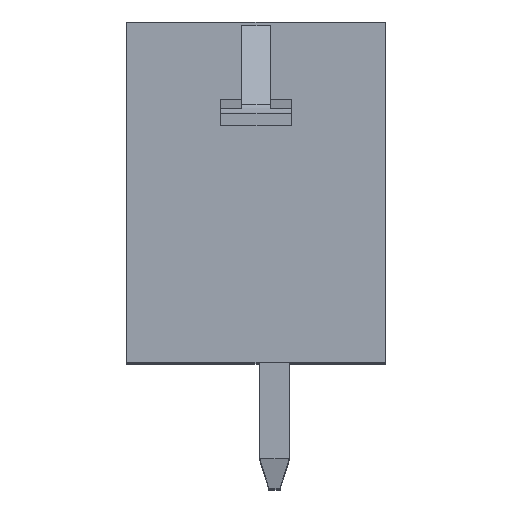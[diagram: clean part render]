
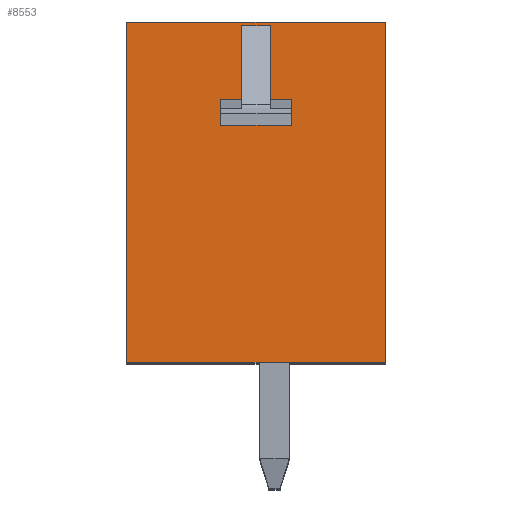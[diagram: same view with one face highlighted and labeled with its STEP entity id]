
A CAD part, top view. The second image highlights one B-rep face of the part: STEP entity #8553.
In plain terms, the highlighted planar face has unit normal (0, 0, 1).
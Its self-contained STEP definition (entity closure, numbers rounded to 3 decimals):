
#1=DIRECTION('',(1.,0.,0.));
#2=VECTOR('',#1,7.);
#3=CARTESIAN_POINT('',(-3.6,-3.853,0.));
#4=LINE('',#3,#2);
#5=DIRECTION('',(0.,-1.,0.));
#6=VECTOR('',#5,9.2);
#7=CARTESIAN_POINT('',(-3.6,5.347,0.));
#8=LINE('',#7,#6);
#9=DIRECTION('',(-1.,0.,0.));
#10=VECTOR('',#9,7.);
#11=CARTESIAN_POINT('',(3.4,5.347,0.));
#12=LINE('',#11,#10);
#13=DIRECTION('',(0.,1.,0.));
#14=VECTOR('',#13,9.2);
#15=CARTESIAN_POINT('',(3.4,-3.853,0.));
#16=LINE('',#15,#14);
#17=DIRECTION('',(0.,1.,0.));
#18=VECTOR('',#17,0.495);
#19=CARTESIAN_POINT('',(0.85,2.747,0.));
#20=LINE('',#19,#18);
#21=DIRECTION('',(-1.,0.,0.));
#22=VECTOR('',#21,0.76);
#23=CARTESIAN_POINT('',(0.28,5.244,0.));
#24=LINE('',#23,#22);
#25=DIRECTION('',(1.,0.,0.));
#26=VECTOR('',#25,0.57);
#27=CARTESIAN_POINT('',(-1.05,3.242,0.));
#28=LINE('',#27,#26);
#29=DIRECTION('',(0.,1.,0.));
#30=VECTOR('',#29,0.495);
#31=CARTESIAN_POINT('',(-1.05,2.747,0.));
#32=LINE('',#31,#30);
#33=DIRECTION('',(-1.,0.,0.));
#34=VECTOR('',#33,1.9);
#35=CARTESIAN_POINT('',(0.85,2.747,0.));
#36=LINE('',#35,#34);
#6478=DIRECTION('',(-1.,0.,0.));
#6479=VECTOR('',#6478,0.57);
#6480=CARTESIAN_POINT('',(0.85,3.242,0.));
#6481=LINE('',#6480,#6479);
#6482=DIRECTION('',(0.,-1.,0.));
#6483=VECTOR('',#6482,2.002);
#6484=CARTESIAN_POINT('',(0.28,5.244,0.));
#6485=LINE('',#6484,#6483);
#6549=DIRECTION('',(0.,1.,0.));
#6550=VECTOR('',#6549,2.002);
#6551=CARTESIAN_POINT('',(-0.48,3.242,0.));
#6552=LINE('',#6551,#6550);
#6561=CARTESIAN_POINT('',(-3.6,-3.853,0.));
#6562=CARTESIAN_POINT('',(3.4,-3.853,0.));
#6563=VERTEX_POINT('',#6561);
#6564=VERTEX_POINT('',#6562);
#6565=CARTESIAN_POINT('',(3.4,5.347,0.));
#6566=VERTEX_POINT('',#6565);
#6567=CARTESIAN_POINT('',(-3.6,5.347,0.));
#6568=VERTEX_POINT('',#6567);
#7664=CARTESIAN_POINT('',(0.85,2.747,0.));
#7665=VERTEX_POINT('',#7664);
#7666=CARTESIAN_POINT('',(-1.05,2.747,0.));
#7667=VERTEX_POINT('',#7666);
#7669=CARTESIAN_POINT('',(-0.48,3.242,0.));
#7671=VERTEX_POINT('',#7669);
#7672=CARTESIAN_POINT('',(-0.48,5.244,0.));
#7673=VERTEX_POINT('',#7672);
#7674=CARTESIAN_POINT('',(-1.05,3.242,0.));
#7675=VERTEX_POINT('',#7674);
#7680=CARTESIAN_POINT('',(0.28,5.244,0.));
#7681=CARTESIAN_POINT('',(0.28,3.242,0.));
#7682=VERTEX_POINT('',#7680);
#7683=VERTEX_POINT('',#7681);
#7686=CARTESIAN_POINT('',(0.85,3.242,0.));
#7687=VERTEX_POINT('',#7686);
#8520=CARTESIAN_POINT('',(0.,0.,0.));
#8521=DIRECTION('',(0.,0.,1.));
#8522=DIRECTION('',(1.,0.,0.));
#8523=AXIS2_PLACEMENT_3D('',#8520,#8521,#8522);
#8524=PLANE('',#8523);
#8526=ORIENTED_EDGE('',*,*,#8525,.F.);
#8528=ORIENTED_EDGE('',*,*,#8527,.F.);
#8530=ORIENTED_EDGE('',*,*,#8529,.F.);
#8532=ORIENTED_EDGE('',*,*,#8531,.F.);
#8533=EDGE_LOOP('',(#8526,#8528,#8530,#8532));
#8534=FACE_OUTER_BOUND('',#8533,.F.);
#8536=ORIENTED_EDGE('',*,*,#8535,.T.);
#8538=ORIENTED_EDGE('',*,*,#8537,.T.);
#8540=ORIENTED_EDGE('',*,*,#8539,.F.);
#8542=ORIENTED_EDGE('',*,*,#8541,.T.);
#8544=ORIENTED_EDGE('',*,*,#8543,.F.);
#8546=ORIENTED_EDGE('',*,*,#8545,.F.);
#8548=ORIENTED_EDGE('',*,*,#8547,.F.);
#8550=ORIENTED_EDGE('',*,*,#8549,.F.);
#8551=EDGE_LOOP('',(#8536,#8538,#8540,#8542,#8544,#8546,#8548,#8550));
#8552=FACE_BOUND('',#8551,.F.);
#8525=EDGE_CURVE('',#6563,#6564,#4,.T.);
#8527=EDGE_CURVE('',#6568,#6563,#8,.T.);
#8529=EDGE_CURVE('',#6566,#6568,#12,.T.);
#8531=EDGE_CURVE('',#6564,#6566,#16,.T.);
#8535=EDGE_CURVE('',#7665,#7687,#20,.T.);
#8537=EDGE_CURVE('',#7687,#7683,#6481,.T.);
#8539=EDGE_CURVE('',#7682,#7683,#6485,.T.);
#8541=EDGE_CURVE('',#7682,#7673,#24,.T.);
#8543=EDGE_CURVE('',#7671,#7673,#6552,.T.);
#8545=EDGE_CURVE('',#7675,#7671,#28,.T.);
#8547=EDGE_CURVE('',#7667,#7675,#32,.T.);
#8549=EDGE_CURVE('',#7665,#7667,#36,.T.);
#8553=ADVANCED_FACE('',(#8534,#8552),#8524,.T.);
